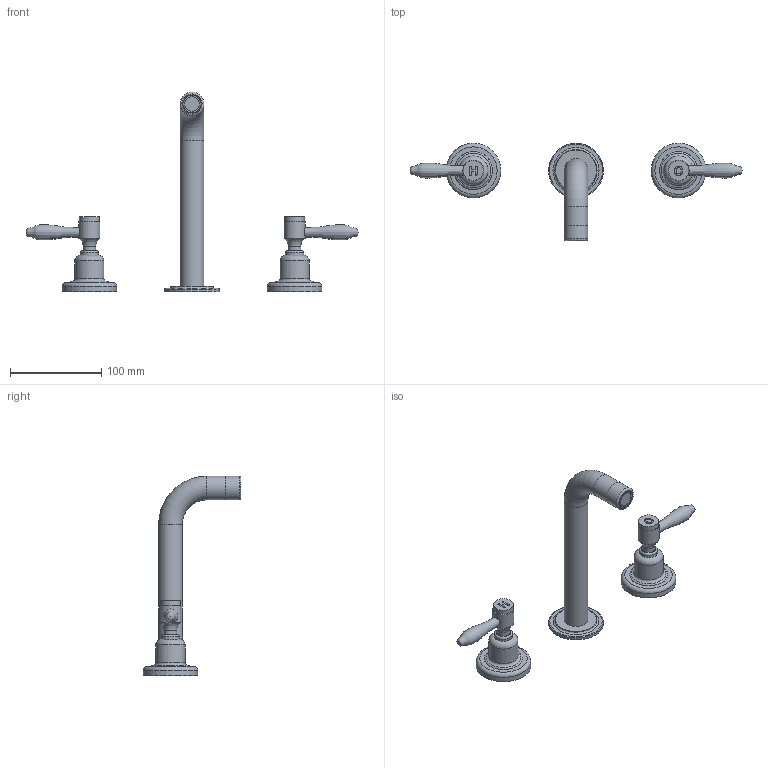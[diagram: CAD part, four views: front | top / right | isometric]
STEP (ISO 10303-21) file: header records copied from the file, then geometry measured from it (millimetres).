
FILE_DESCRIPTION(/* description */ (''),/* implementation_level */ '2;1');
FILE_NAME(/* name */ 'BT84_STEP.step',/* time_stamp */ '2025-10-22T15:11:49+02:00',/* author */ (''),/* organization */ (''),/* preprocessor_version */ 'ST-DEVELOPER v20.1',/* originating_system */ 'Autodesk Translation Framework v14.17.0.0',/* authorisation */ '');
FILE_SCHEMA (('AUTOMOTIVE_DESIGN { 1 0 10303 214 3 1 1 }'));
Length unit declared in the file: millimetre
Products named in the file (14): BT84_STEP; campana classica Bespoke v6; tappo_bespoke_C v2; campana classica Bespoke v6 (1); rosone M22x1 v2; Canna_Bespoke_BTA15 v8; XARTF001LUC v4; maniglia_droplet v1 (1); Corpo_maniglia_droplet v1 (1); Punta_maniglia_droplet v1 (1); tappo_bespoke_H v3; maniglia_droplet v1; Corpo_maniglia_droplet v1; Punta_maniglia_droplet v1
Assembly tree (13 placements, depth 3):
  BT84_STEP
    campana classica Bespoke v6
    tappo_bespoke_C v2
    campana classica Bespoke v6 (1)
    rosone M22x1 v2
    Canna_Bespoke_BTA15 v8
      XARTF001LUC v4
    maniglia_droplet v1 (1)
      Corpo_maniglia_droplet v1 (1)
      Punta_maniglia_droplet v1 (1)
    tappo_bespoke_H v3
    maniglia_droplet v1
      Corpo_maniglia_droplet v1
      Punta_maniglia_droplet v1
Bounding box: 363.97 x 107.2 x 219 mm (x, y, z)
Volume: 162850.8 mm3; surface area: 87819.9 mm2
Topology: 7 solids, 9 shells, 265 faces, 613 edges, 396 vertices
Faces by surface type: plane 106, cylinder 72, bspline 52, torus 20, cone 15
Full cylindrical faces by diameter (mm): 5.8 x2, 8.526 x2, 9.85 x2, 10.5 x2, 12 x2, 14 x5, 14.5 x2, 15 x4, 15.036 x2, 16 x1, 17 x2, 20 x3, 20.25 x1, 21 x2, 21.035 x2, 21.884 x1, 22 x2, 23 x2, 26 x3, 28 x2, 32 x2, 51 x1, 53 x2, 60 x3
Entity records: 9027 total; most frequent: CARTESIAN_POINT 2758, ORIENTED_EDGE 1222, DIRECTION 1193, EDGE_CURVE 611, AXIS2_PLACEMENT_3D 459, VERTEX_POINT 396, EDGE_LOOP 313, LINE 275
